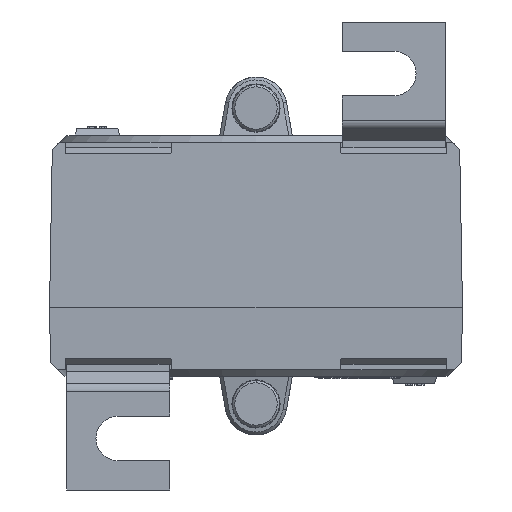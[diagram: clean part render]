
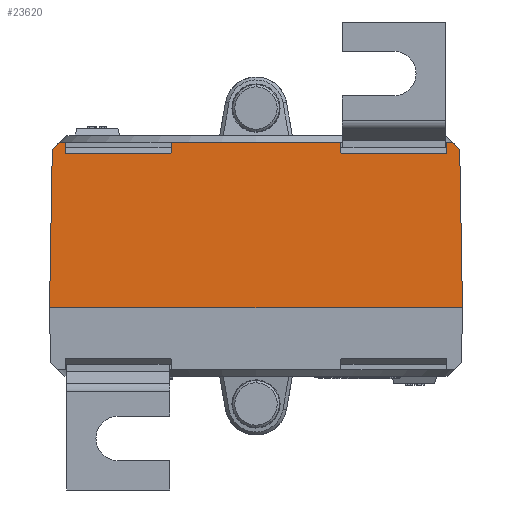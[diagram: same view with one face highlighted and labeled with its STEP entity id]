
A CAD part, front view. The second image highlights one B-rep face of the part: STEP entity #23620.
In plain terms, the highlighted planar face has unit normal (0, -1, 0.018).
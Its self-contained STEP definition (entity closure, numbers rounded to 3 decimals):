
#86 = VECTOR ( 'NONE', #98481, 1000. ) ;
#91 = VECTOR ( 'NONE', #60131, 1000. ) ;
#1078 = VERTEX_POINT ( 'NONE', #96804 ) ;
#1556 = VERTEX_POINT ( 'NONE', #82499 ) ;
#3359 = EDGE_CURVE ( 'NONE', #1556, #72143, #35540, .T. ) ;
#3400 = EDGE_CURVE ( 'NONE', #68266, #78504, #8721, .T. ) ;
#4696 = DIRECTION ( 'NONE',  ( 1., 0., 0. ) ) ;
#5664 = DIRECTION ( 'NONE',  ( 0.009, -0.017, -1. ) ) ;
#6266 = CARTESIAN_POINT ( 'NONE',  ( 27.649, -31.11, 22.325 ) ) ;
#6739 = EDGE_LOOP ( 'NONE', ( #88207, #42115, #14083, #100721, #22209, #34495, #14477, #87347, #78687, #33888, #67393, #30835, #90765, #99470 ) ) ;
#8721 = LINE ( 'NONE', #78131, #95289 ) ;
#8792 = VECTOR ( 'NONE', #69966, 1000. ) ;
#11303 = VECTOR ( 'NONE', #85269, 1000. ) ;
#11367 = CARTESIAN_POINT ( 'NONE',  ( -27.649, -31.11, 22.325 ) ) ;
#11724 = DIRECTION ( 'NONE',  ( -1., 0., 0. ) ) ;
#11905 = CARTESIAN_POINT ( 'NONE',  ( 12.449, -31.307, 11.084 ) ) ;
#12254 = CARTESIAN_POINT ( 'NONE',  ( 30., -31.5, 0. ) ) ;
#14083 = ORIENTED_EDGE ( 'NONE', *, *, #56370, .F. ) ;
#14351 = VERTEX_POINT ( 'NONE', #66378 ) ;
#14477 = ORIENTED_EDGE ( 'NONE', *, *, #33633, .F. ) ;
#15007 = VECTOR ( 'NONE', #89948, 1000. ) ;
#22075 = LINE ( 'NONE', #48036, #84528 ) ;
#22209 = ORIENTED_EDGE ( 'NONE', *, *, #38196, .F. ) ;
#22264 = EDGE_CURVE ( 'NONE', #90886, #69072, #71144, .T. ) ;
#23181 = EDGE_CURVE ( 'NONE', #34272, #72143, #58305, .T. ) ;
#23198 = CARTESIAN_POINT ( 'NONE',  ( 29.598, -31.098, 23.01 ) ) ;
#23620 = ADVANCED_FACE ( 'NONE', ( #76100 ), #25398, .T. ) ;
#23941 = EDGE_CURVE ( 'NONE', #14351, #1078, #96389, .T. ) ;
#24278 = LINE ( 'NONE', #76549, #91 ) ;
#24420 = LINE ( 'NONE', #84611, #65122 ) ;
#24840 = CARTESIAN_POINT ( 'NONE',  ( 28.302, -31.077, 24.262 ) ) ;
#24975 = EDGE_CURVE ( 'NONE', #68266, #25541, #92432, .T. ) ;
#25398 = PLANE ( 'NONE',  #95213 ) ;
#25541 = VERTEX_POINT ( 'NONE', #54262 ) ;
#27095 = VERTEX_POINT ( 'NONE', #6266 ) ;
#30079 = CARTESIAN_POINT ( 'NONE',  ( -12.351, -31.11, 22.325 ) ) ;
#30835 = ORIENTED_EDGE ( 'NONE', *, *, #98404, .F. ) ;
#31548 = VECTOR ( 'NONE', #4696, 1000. ) ;
#33060 = LINE ( 'NONE', #11905, #11303 ) ;
#33627 = DIRECTION ( 'NONE',  ( 0., -0.017, -1. ) ) ;
#33633 = EDGE_CURVE ( 'NONE', #25541, #95179, #75245, .T. ) ;
#33888 = ORIENTED_EDGE ( 'NONE', *, *, #74903, .T. ) ;
#34272 = VERTEX_POINT ( 'NONE', #23198 ) ;
#34495 = ORIENTED_EDGE ( 'NONE', *, *, #50774, .T. ) ;
#35540 = LINE ( 'NONE', #67865, #57145 ) ;
#36314 = CARTESIAN_POINT ( 'NONE',  ( -27.551, -31.307, 11.084 ) ) ;
#38195 = CARTESIAN_POINT ( 'NONE',  ( -30., -31.081, 24. ) ) ;
#38196 = EDGE_CURVE ( 'NONE', #100584, #14351, #60117, .T. ) ;
#42115 = ORIENTED_EDGE ( 'NONE', *, *, #45584, .T. ) ;
#42212 = VECTOR ( 'NONE', #5664, 1000. ) ;
#44291 = VERTEX_POINT ( 'NONE', #102974 ) ;
#45584 = EDGE_CURVE ( 'NONE', #27095, #44291, #60665, .T. ) ;
#46931 = CARTESIAN_POINT ( 'NONE',  ( 28.573, -31.081, 24. ) ) ;
#48036 = CARTESIAN_POINT ( 'NONE',  ( 29.99, -31.49, 0.549 ) ) ;
#50774 = EDGE_CURVE ( 'NONE', #100584, #95179, #89226, .T. ) ;
#53258 = CARTESIAN_POINT ( 'NONE',  ( -30., -31.5, 0. ) ) ;
#54262 = CARTESIAN_POINT ( 'NONE',  ( -27.663, -31.081, 24. ) ) ;
#55073 = CARTESIAN_POINT ( 'NONE',  ( -30., -31.081, 24. ) ) ;
#56370 = EDGE_CURVE ( 'NONE', #1078, #44291, #33060, .T. ) ;
#57145 = VECTOR ( 'NONE', #60290, 1000. ) ;
#58305 = LINE ( 'NONE', #24840, #15007 ) ;
#60117 = LINE ( 'NONE', #65789, #79303 ) ;
#60131 = DIRECTION ( 'NONE',  ( 0.009, 0.017, 1. ) ) ;
#60290 = DIRECTION ( 'NONE',  ( 1., 0., 0. ) ) ;
#60452 = CARTESIAN_POINT ( 'NONE',  ( 12.344, -31.11, 22.325 ) ) ;
#60665 = LINE ( 'NONE', #60452, #98820 ) ;
#65122 = VECTOR ( 'NONE', #92725, 1000. ) ;
#65650 = VECTOR ( 'NONE', #103782, 1000. ) ;
#65753 = CARTESIAN_POINT ( 'NONE',  ( -30., -31.11, 22.325 ) ) ;
#65789 = CARTESIAN_POINT ( 'NONE',  ( -12.449, -31.307, 11.084 ) ) ;
#66378 = CARTESIAN_POINT ( 'NONE',  ( -12.337, -31.081, 24. ) ) ;
#67393 = ORIENTED_EDGE ( 'NONE', *, *, #22264, .T. ) ;
#67865 = CARTESIAN_POINT ( 'NONE',  ( -30., -31.081, 24. ) ) ;
#68266 = VERTEX_POINT ( 'NONE', #98171 ) ;
#69072 = VERTEX_POINT ( 'NONE', #12254 ) ;
#69966 = DIRECTION ( 'NONE',  ( 1., 0., 0. ) ) ;
#71144 = LINE ( 'NONE', #86403, #8792 ) ;
#72143 = VERTEX_POINT ( 'NONE', #46931 ) ;
#73757 = CARTESIAN_POINT ( 'NONE',  ( -30., -31.5, 0. ) ) ;
#74903 = EDGE_CURVE ( 'NONE', #78504, #90886, #24420, .T. ) ;
#75245 = LINE ( 'NONE', #36314, #42212 ) ;
#76100 = FACE_OUTER_BOUND ( 'NONE', #6739, .T. ) ;
#76549 = CARTESIAN_POINT ( 'NONE',  ( 27.551, -31.307, 11.084 ) ) ;
#78131 = CARTESIAN_POINT ( 'NONE',  ( -28.302, -31.077, 24.262 ) ) ;
#78491 = DIRECTION ( 'NONE',  ( -0.719, -0.012, -0.695 ) ) ;
#78504 = VERTEX_POINT ( 'NONE', #104122 ) ;
#78687 = ORIENTED_EDGE ( 'NONE', *, *, #3400, .T. ) ;
#79303 = VECTOR ( 'NONE', #90382, 1000. ) ;
#82364 = EDGE_CURVE ( 'NONE', #27095, #1556, #24278, .T. ) ;
#82369 = DIRECTION ( 'NONE',  ( 0., -1., 0.017 ) ) ;
#82499 = CARTESIAN_POINT ( 'NONE',  ( 27.663, -31.081, 24. ) ) ;
#84528 = VECTOR ( 'NONE', #87542, 1000. ) ;
#84611 = CARTESIAN_POINT ( 'NONE',  ( -30., -31.5, 0. ) ) ;
#85269 = DIRECTION ( 'NONE',  ( 0.009, -0.017, -1. ) ) ;
#86403 = CARTESIAN_POINT ( 'NONE',  ( -30., -31.5, 0. ) ) ;
#87347 = ORIENTED_EDGE ( 'NONE', *, *, #24975, .F. ) ;
#87542 = DIRECTION ( 'NONE',  ( 0.017, -0.017, -1. ) ) ;
#88207 = ORIENTED_EDGE ( 'NONE', *, *, #82364, .F. ) ;
#89226 = LINE ( 'NONE', #65753, #86 ) ;
#89948 = DIRECTION ( 'NONE',  ( -0.719, 0.012, 0.695 ) ) ;
#90382 = DIRECTION ( 'NONE',  ( 0.009, 0.017, 1. ) ) ;
#90765 = ORIENTED_EDGE ( 'NONE', *, *, #23181, .T. ) ;
#90886 = VERTEX_POINT ( 'NONE', #53258 ) ;
#92432 = LINE ( 'NONE', #55073, #65650 ) ;
#92725 = DIRECTION ( 'NONE',  ( -0.017, -0.017, -1. ) ) ;
#95179 = VERTEX_POINT ( 'NONE', #11367 ) ;
#95213 = AXIS2_PLACEMENT_3D ( 'NONE', #73757, #82369, #33627 ) ;
#95289 = VECTOR ( 'NONE', #78491, 1000. ) ;
#96389 = LINE ( 'NONE', #38195, #31548 ) ;
#96804 = CARTESIAN_POINT ( 'NONE',  ( 12.337, -31.081, 24. ) ) ;
#98171 = CARTESIAN_POINT ( 'NONE',  ( -28.573, -31.081, 24. ) ) ;
#98404 = EDGE_CURVE ( 'NONE', #34272, #69072, #22075, .T. ) ;
#98481 = DIRECTION ( 'NONE',  ( -1., 0., 0. ) ) ;
#98820 = VECTOR ( 'NONE', #11724, 1000. ) ;
#99470 = ORIENTED_EDGE ( 'NONE', *, *, #3359, .F. ) ;
#100584 = VERTEX_POINT ( 'NONE', #30079 ) ;
#100721 = ORIENTED_EDGE ( 'NONE', *, *, #23941, .F. ) ;
#102974 = CARTESIAN_POINT ( 'NONE',  ( 12.351, -31.11, 22.325 ) ) ;
#103782 = DIRECTION ( 'NONE',  ( 1., 0., 0. ) ) ;
#104122 = CARTESIAN_POINT ( 'NONE',  ( -29.598, -31.098, 23.01 ) ) ;
